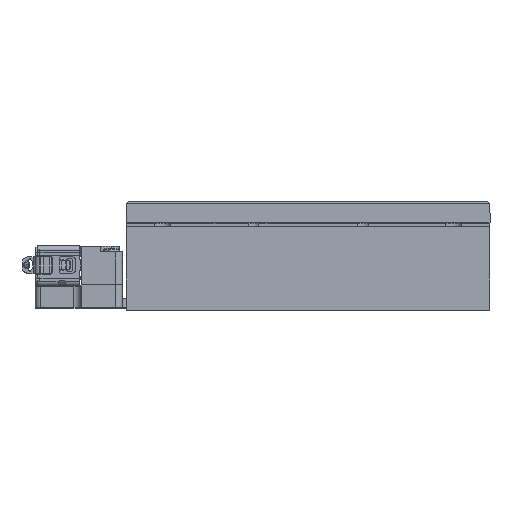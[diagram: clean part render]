
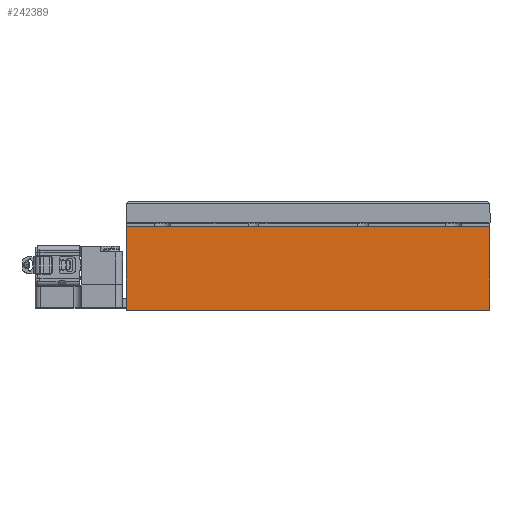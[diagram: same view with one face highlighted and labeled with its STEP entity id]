
A CAD part, top view. The second image highlights one B-rep face of the part: STEP entity #242389.
In plain terms, the highlighted planar face has unit normal (0, 0, 1).
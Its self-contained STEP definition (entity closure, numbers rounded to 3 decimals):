
#11051 = ORIENTED_EDGE ( 'NONE', *, *, #75348, .F. ) ;
#27525 = EDGE_CURVE ( 'NONE', #157760, #225504, #144796, .T. ) ;
#30272 = EDGE_CURVE ( 'NONE', #157760, #31867, #68902, .T. ) ;
#31867 = VERTEX_POINT ( 'NONE', #218034 ) ;
#31966 = CARTESIAN_POINT ( 'NONE',  ( 25., 0., 25. ) ) ;
#36207 = CARTESIAN_POINT ( 'NONE',  ( -31.357, 11.5, 25. ) ) ;
#58922 = ORIENTED_EDGE ( 'NONE', *, *, #30272, .T. ) ;
#64494 = ORIENTED_EDGE ( 'NONE', *, *, #105751, .T. ) ;
#68902 = LINE ( 'NONE', #267544, #71223 ) ;
#71223 = VECTOR ( 'NONE', #197567, 1000. ) ;
#75348 = EDGE_CURVE ( 'NONE', #225504, #204253, #233773, .T. ) ;
#86220 = PLANE ( 'NONE',  #162270 ) ;
#86451 = CARTESIAN_POINT ( 'NONE',  ( 25., 5.5, 25. ) ) ;
#96605 = EDGE_LOOP ( 'NONE', ( #64494, #11051, #130823, #58922 ) ) ;
#105751 = EDGE_CURVE ( 'NONE', #31867, #204253, #193919, .T. ) ;
#125129 = DIRECTION ( 'NONE',  ( 0., -1., 0. ) ) ;
#129691 = CARTESIAN_POINT ( 'NONE',  ( -25., 11.5, 25. ) ) ;
#130823 = ORIENTED_EDGE ( 'NONE', *, *, #27525, .F. ) ;
#144796 = LINE ( 'NONE', #36207, #252931 ) ;
#150548 = DIRECTION ( 'NONE',  ( 0., 0., -1. ) ) ;
#152423 = DIRECTION ( 'NONE',  ( 1., 0., 0. ) ) ;
#157760 = VERTEX_POINT ( 'NONE', #129691 ) ;
#162270 = AXIS2_PLACEMENT_3D ( 'NONE', #236355, #150548, #214886 ) ;
#171039 = CARTESIAN_POINT ( 'NONE',  ( -25., 0., 25. ) ) ;
#193376 = VECTOR ( 'NONE', #152423, 1000. ) ;
#193919 = LINE ( 'NONE', #171039, #193376 ) ;
#194854 = FACE_OUTER_BOUND ( 'NONE', #96605, .T. ) ;
#197567 = DIRECTION ( 'NONE',  ( 0., -1., 0. ) ) ;
#204253 = VERTEX_POINT ( 'NONE', #31966 ) ;
#208489 = VECTOR ( 'NONE', #125129, 1000. ) ;
#214886 = DIRECTION ( 'NONE',  ( -1., 0., 0. ) ) ;
#218034 = CARTESIAN_POINT ( 'NONE',  ( -25., 0., 25. ) ) ;
#225504 = VERTEX_POINT ( 'NONE', #265545 ) ;
#226402 = DIRECTION ( 'NONE',  ( 1., 0., 0. ) ) ;
#233773 = LINE ( 'NONE', #86451, #208489 ) ;
#236355 = CARTESIAN_POINT ( 'NONE',  ( -25., 5.5, 25. ) ) ;
#242389 = ADVANCED_FACE ( 'NONE', ( #194854 ), #86220, .F. ) ;
#252931 = VECTOR ( 'NONE', #226402, 1000. ) ;
#265545 = CARTESIAN_POINT ( 'NONE',  ( 25., 11.5, 25. ) ) ;
#267544 = CARTESIAN_POINT ( 'NONE',  ( -25., 5.5, 25. ) ) ;
